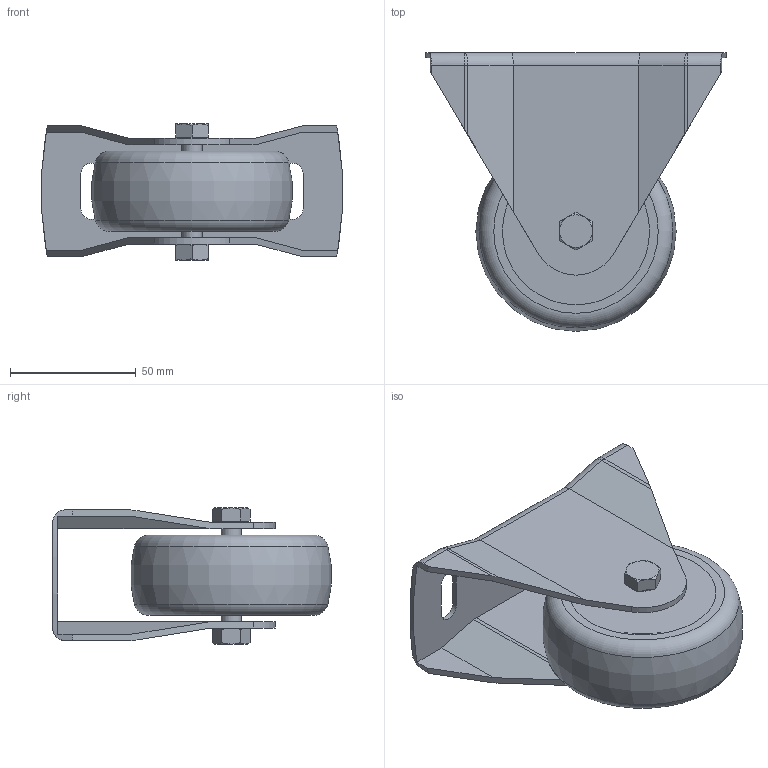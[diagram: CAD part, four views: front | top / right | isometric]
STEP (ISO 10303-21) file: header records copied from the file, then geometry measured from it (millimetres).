
FILE_DESCRIPTION(/* description */ ('STEP AP214'),/* implementation_level */ '2;1');
FILE_NAME(/* name */ '098F080G4045N',/* time_stamp */ '2022-07-20T09:45:00+02:00',/* author */ ('License CC BY-ND 4.0'),/* organization */ ('CADENAS'),/* preprocessor_version */ 'ST-DEVELOPER v18.102',/* originating_system */ 'PARTsolutions',/* authorisation */ ' ');
FILE_SCHEMA (('AUTOMOTIVE_DESIGN {1 0 10303 214 3 1 1}'));
Length unit declared in the file: millimetre
Products named in the file (6): 098F080G4045N; 098F080G4045Nnut; 098F080G4045Nsc; 098F080G4045N fath_solid_rubber_gray_ral_7001 p3; 098F080G4045N fath_plastics_pa_black p2; 098F080G4045Np1
Assembly tree (5 placements, depth 2):
  098F080G4045N
    098F080G4045Nnut
    098F080G4045Nsc
    098F080G4045N fath_solid_rubber_gray_ral_7001 p3
    098F080G4045N fath_plastics_pa_black p2
    098F080G4045Np1
Bounding box: 119.64 x 110.83 x 54.2 mm (x, y, z)
Volume: 195083.6 mm3; surface area: 67128.1 mm2
Topology: 5 solids, 6 shells, 123 faces, 284 edges, 175 vertices
Faces by surface type: plane 58, cylinder 33, cone 21, torus 7, sphere 4
Full cylindrical faces by diameter (mm): 6.647 x1, 8 x2, 8.2 x1, 8.6 x2, 12.5 x1
Entity records: 3525 total; most frequent: CARTESIAN_POINT 683, DIRECTION 572, ORIENTED_EDGE 518, EDGE_CURVE 259, AXIS2_PLACEMENT_3D 224, VERTEX_POINT 171, EDGE_LOOP 156, FACE_BOUND 156
